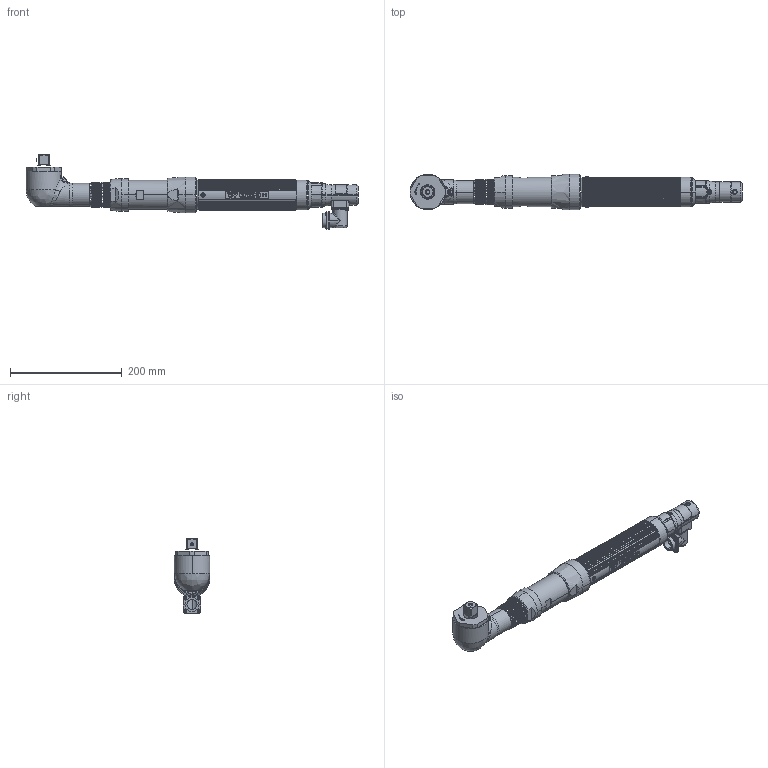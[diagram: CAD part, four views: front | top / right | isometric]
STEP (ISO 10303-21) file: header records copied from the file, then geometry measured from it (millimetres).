
FILE_DESCRIPTION((''),'2;1');
FILE_NAME('EB55MA32-300','2012-08-20T',('EJF1116'),(''),'PRO/ENGINEER BY PARAMETRIC TECHNOLOGY CORPORATION, 2010430','PRO/ENGINEER BY PARAMETRIC TECHNOLOGY CORPORATION, 2010430','');
FILE_SCHEMA(('CONFIG_CONTROL_DESIGN'));
Length unit declared in the file: inch
Products named in the file (1): EB55MA32-300
Bounding box: 594.66 x 63.5 x 132.94 mm (x, y, z)
Surface area: 184823.8 mm2 (no closed solid volume)
Topology: 0 solids, 119 shells, 720 faces, 3988 edges, 3269 vertices
Faces by surface type: cylinder 379, plane 166, torus 85, cone 46, bspline 42, extrusion 2
Entity records: 48855 total; most frequent: CARTESIAN_POINT 20525, DIRECTION 5298, ORIENTED_EDGE 5031, EDGE_CURVE 3988, VERTEX_POINT 3269, VECTOR 1866, LINE 1864, AXIS2_PLACEMENT_3D 1716
